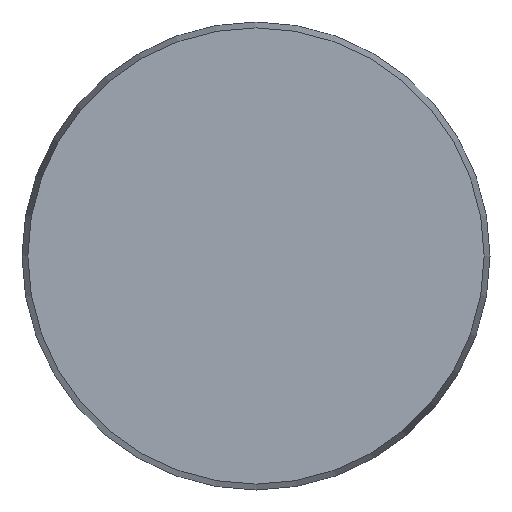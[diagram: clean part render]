
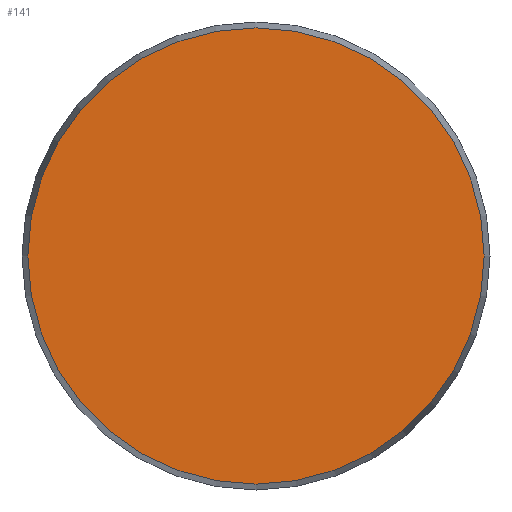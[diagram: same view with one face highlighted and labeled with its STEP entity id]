
A CAD part, front view. The second image highlights one B-rep face of the part: STEP entity #141.
In plain terms, the highlighted planar face has unit normal (0, -1, 0).
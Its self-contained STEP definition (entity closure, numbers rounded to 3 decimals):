
#141 = ADVANCED_FACE( '', ( #302 ), #303, .F. );
#302 = FACE_OUTER_BOUND( '', #509, .T. );
#303 = PLANE( '', #510 );
#509 = EDGE_LOOP( '', ( #855 ) );
#510 = AXIS2_PLACEMENT_3D( '', #856, #857, #858 );
#855 = ORIENTED_EDGE( '', *, *, #1109, .T. );
#856 = CARTESIAN_POINT( '', ( 58.5, 0., 0. ) );
#857 = DIRECTION( '', ( 0., 1., 0. ) );
#858 = DIRECTION( '', ( 0., 0., 1. ) );
#1109 = EDGE_CURVE( '', #1314, #1314, #1315, .T. );
#1314 = VERTEX_POINT( '', #1805 );
#1315 = CIRCLE( '', #1806, 58.5 );
#1805 = CARTESIAN_POINT( '', ( 0., 0., -58.5 ) );
#1806 = AXIS2_PLACEMENT_3D( '', #1991, #1992, #1993 );
#1991 = CARTESIAN_POINT( '', ( 0., 0., 0. ) );
#1992 = DIRECTION( '', ( 0., -1., 0. ) );
#1993 = DIRECTION( '', ( 0., 0., -1. ) );
